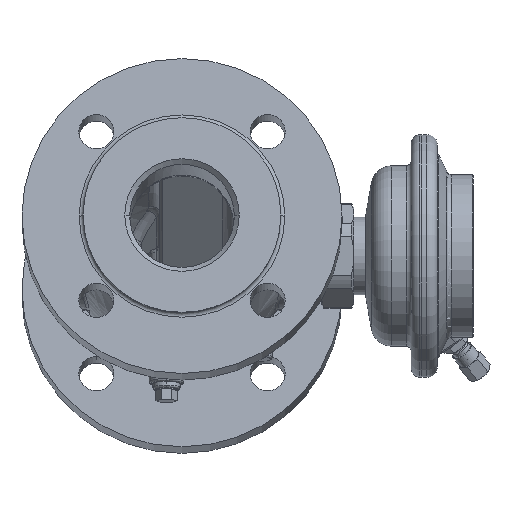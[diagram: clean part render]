
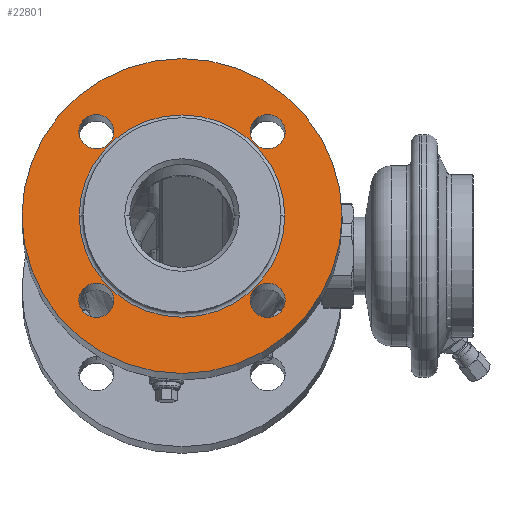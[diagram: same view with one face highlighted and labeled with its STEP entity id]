
A CAD part, top view. The second image highlights one B-rep face of the part: STEP entity #22801.
In plain terms, the highlighted planar face has unit normal (0, 0.177, 0.984).
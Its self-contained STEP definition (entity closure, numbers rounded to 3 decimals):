
#12903=CARTESIAN_POINT('',(-120.7,20.397,113.177));
#12904=DIRECTION('',(0.,-0.177,-0.984));
#12905=DIRECTION('',(1.,0.,0.));
#12906=AXIS2_PLACEMENT_3D('',#12903,#12904,#12905);
#12908=CARTESIAN_POINT('',(-120.7,20.397,113.177));
#12909=DIRECTION('',(0.,0.177,0.984));
#12910=DIRECTION('',(1.,0.,0.));
#12911=AXIS2_PLACEMENT_3D('',#12908,#12909,#12910);
#12913=CARTESIAN_POINT('',(-76.506,63.891,
105.338));
#12914=DIRECTION('',(0.,0.177,0.984));
#12915=DIRECTION('',(1.,0.,0.));
#12916=AXIS2_PLACEMENT_3D('',#12913,#12914,#12915);
#12918=CARTESIAN_POINT('',(-76.506,63.891,
105.338));
#12919=DIRECTION('',(0.,0.177,0.984));
#12920=DIRECTION('',(-1.,0.,0.));
#12921=AXIS2_PLACEMENT_3D('',#12918,#12919,#12920);
#12923=CARTESIAN_POINT('',(-164.894,63.891,
105.338));
#12924=DIRECTION('',(0.,0.177,0.984));
#12925=DIRECTION('',(1.,0.,0.));
#12926=AXIS2_PLACEMENT_3D('',#12923,#12924,#12925);
#12928=CARTESIAN_POINT('',(-164.894,63.891,
105.338));
#12929=DIRECTION('',(0.,0.177,0.984));
#12930=DIRECTION('',(-1.,0.,0.));
#12931=AXIS2_PLACEMENT_3D('',#12928,#12929,#12930);
#12933=CARTESIAN_POINT('',(-164.894,-23.096,
121.015));
#12934=DIRECTION('',(0.,0.177,0.984));
#12935=DIRECTION('',(1.,0.,0.));
#12936=AXIS2_PLACEMENT_3D('',#12933,#12934,#12935);
#12938=CARTESIAN_POINT('',(-164.894,-23.096,
121.015));
#12939=DIRECTION('',(0.,0.177,0.984));
#12940=DIRECTION('',(-1.,0.,0.));
#12941=AXIS2_PLACEMENT_3D('',#12938,#12939,#12940);
#12943=CARTESIAN_POINT('',(-76.506,-23.096,
121.015));
#12944=DIRECTION('',(0.,0.177,0.984));
#12945=DIRECTION('',(1.,0.,0.));
#12946=AXIS2_PLACEMENT_3D('',#12943,#12944,#12945);
#12948=CARTESIAN_POINT('',(-76.506,-23.096,
121.015));
#12949=DIRECTION('',(0.,0.177,0.984));
#12950=DIRECTION('',(-1.,0.,0.));
#12951=AXIS2_PLACEMENT_3D('',#12948,#12949,#12950);
#12953=CARTESIAN_POINT('',(-120.7,20.397,113.177));
#12954=DIRECTION('',(0.,0.177,0.984));
#12955=DIRECTION('',(1.,0.,0.));
#12956=AXIS2_PLACEMENT_3D('',#12953,#12954,#12955);
#12966=CARTESIAN_POINT('',(-120.7,20.397,113.177));
#12967=DIRECTION('',(0.,-0.177,-0.984));
#12968=DIRECTION('',(1.,0.,0.));
#12969=AXIS2_PLACEMENT_3D('',#12966,#12967,#12968);
#19783=CARTESIAN_POINT('',(-67.7,20.397,113.177));
#19784=VERTEX_POINT('',#19783);
#19785=CARTESIAN_POINT('',(-38.2,20.397,113.177));
#19787=VERTEX_POINT('',#19785);
#19827=CARTESIAN_POINT('',(-173.7,20.397,113.177));
#19828=VERTEX_POINT('',#19827);
#19829=CARTESIAN_POINT('',(-203.2,20.397,113.177));
#19831=VERTEX_POINT('',#19829);
#19863=CARTESIAN_POINT('',(-67.506,63.891,
105.338));
#19864=CARTESIAN_POINT('',(-85.506,63.891,
105.338));
#19865=VERTEX_POINT('',#19863);
#19866=VERTEX_POINT('',#19864);
#19867=CARTESIAN_POINT('',(-155.894,63.891,
105.338));
#19868=CARTESIAN_POINT('',(-173.894,63.891,
105.338));
#19869=VERTEX_POINT('',#19867);
#19870=VERTEX_POINT('',#19868);
#19871=CARTESIAN_POINT('',(-155.894,-23.096,
121.015));
#19872=CARTESIAN_POINT('',(-173.894,-23.096,
121.015));
#19873=VERTEX_POINT('',#19871);
#19874=VERTEX_POINT('',#19872);
#19875=CARTESIAN_POINT('',(-67.506,-23.096,
121.015));
#19876=CARTESIAN_POINT('',(-85.506,-23.096,
121.015));
#19877=VERTEX_POINT('',#19875);
#19878=VERTEX_POINT('',#19876);
#22762=CARTESIAN_POINT('',(-120.7,20.397,113.177));
#22763=DIRECTION('',(0.,0.177,0.984));
#22764=DIRECTION('',(-1.,0.,0.));
#22765=AXIS2_PLACEMENT_3D('',#22762,#22763,#22764);
#22766=PLANE('',#22765);
#22768=ORIENTED_EDGE('',*,*,#22767,.F.);
#22770=ORIENTED_EDGE('',*,*,#22769,.T.);
#22771=EDGE_LOOP('',(#22768,#22770));
#22772=FACE_OUTER_BOUND('',#22771,.F.);
#22773=ORIENTED_EDGE('',*,*,#22741,.F.);
#22774=ORIENTED_EDGE('',*,*,#22757,.T.);
#22775=EDGE_LOOP('',(#22773,#22774));
#22776=FACE_BOUND('',#22775,.F.);
#22778=ORIENTED_EDGE('',*,*,#22777,.T.);
#22780=ORIENTED_EDGE('',*,*,#22779,.T.);
#22781=EDGE_LOOP('',(#22778,#22780));
#22782=FACE_BOUND('',#22781,.F.);
#22784=ORIENTED_EDGE('',*,*,#22783,.T.);
#22786=ORIENTED_EDGE('',*,*,#22785,.T.);
#22787=EDGE_LOOP('',(#22784,#22786));
#22788=FACE_BOUND('',#22787,.F.);
#22790=ORIENTED_EDGE('',*,*,#22789,.T.);
#22792=ORIENTED_EDGE('',*,*,#22791,.T.);
#22793=EDGE_LOOP('',(#22790,#22792));
#22794=FACE_BOUND('',#22793,.F.);
#22796=ORIENTED_EDGE('',*,*,#22795,.T.);
#22798=ORIENTED_EDGE('',*,*,#22797,.T.);
#22799=EDGE_LOOP('',(#22796,#22798));
#22800=FACE_BOUND('',#22799,.F.);
#22801=ADVANCED_FACE('',(#22772,#22776,#22782,#22788,#22794,#22800),#22766,.T.);
#12907=CIRCLE('',#12906,53.);
#12912=CIRCLE('',#12911,53.);
#12917=CIRCLE('',#12916,9.);
#12922=CIRCLE('',#12921,9.);
#12927=CIRCLE('',#12926,9.);
#12932=CIRCLE('',#12931,9.);
#12937=CIRCLE('',#12936,9.);
#12942=CIRCLE('',#12941,9.);
#12947=CIRCLE('',#12946,9.);
#12952=CIRCLE('',#12951,9.);
#12957=CIRCLE('',#12956,82.5);
#12970=CIRCLE('',#12969,82.5);
#22741=EDGE_CURVE('',#19784,#19828,#12907,.T.);
#22757=EDGE_CURVE('',#19784,#19828,#12912,.T.);
#22767=EDGE_CURVE('',#19787,#19831,#12957,.T.);
#22769=EDGE_CURVE('',#19787,#19831,#12970,.T.);
#22777=EDGE_CURVE('',#19865,#19866,#12917,.T.);
#22779=EDGE_CURVE('',#19866,#19865,#12922,.T.);
#22783=EDGE_CURVE('',#19869,#19870,#12927,.T.);
#22785=EDGE_CURVE('',#19870,#19869,#12932,.T.);
#22789=EDGE_CURVE('',#19873,#19874,#12937,.T.);
#22791=EDGE_CURVE('',#19874,#19873,#12942,.T.);
#22795=EDGE_CURVE('',#19877,#19878,#12947,.T.);
#22797=EDGE_CURVE('',#19878,#19877,#12952,.T.);
